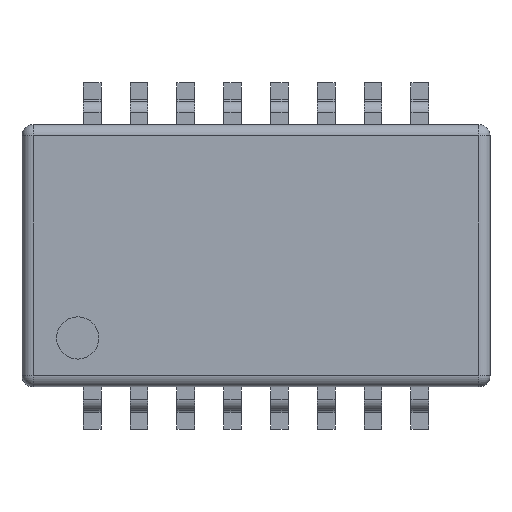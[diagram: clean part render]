
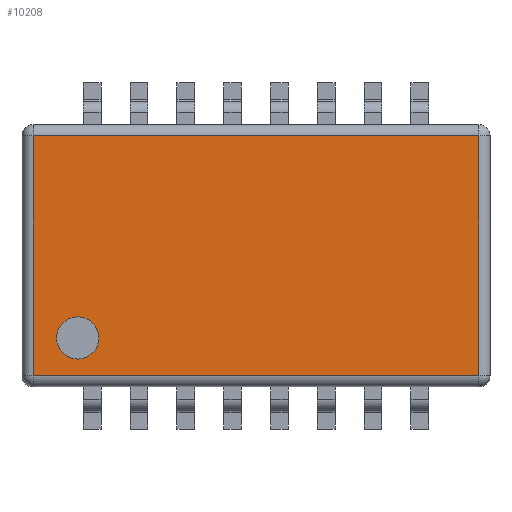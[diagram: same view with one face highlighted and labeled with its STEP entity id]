
A CAD part, top view. The second image highlights one B-rep face of the part: STEP entity #10208.
In plain terms, the highlighted planar face has unit normal (0, 0, 1).
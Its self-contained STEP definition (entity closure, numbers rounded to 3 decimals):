
#387=FACE_BOUND('',#1313,.T.);
#423=PLANE('',#10788);
#758=FACE_OUTER_BOUND('',#1312,.T.);
#1312=EDGE_LOOP('',(#6593,#6594,#6595,#6596));
#1313=EDGE_LOOP('',(#6597,#6598));
#1903=LINE('',#13944,#2953);
#1904=LINE('',#13946,#2954);
#1905=LINE('',#13948,#2955);
#1906=LINE('',#13949,#2956);
#2953=VECTOR('',#11480,1000.);
#2954=VECTOR('',#11481,1000.);
#2955=VECTOR('',#11482,1000.);
#2956=VECTOR('',#11483,1000.);
#4002=B_SPLINE_CURVE_WITH_KNOTS('',3,(#13931,#13932,#13933,#13934,#13935,
#13936,#13937,#13938,#13939),.UNSPECIFIED.,.F.,.F.,(4,1,1,1,1,1,4),(0.,
0.083,0.167,0.25,0.333,0.417,
0.5),.UNSPECIFIED.);
#4003=B_SPLINE_CURVE_WITH_KNOTS('',3,(#13950,#13951,#13952,#13953,#13954,
#13955,#13956,#13957,#13958),.UNSPECIFIED.,.F.,.F.,(4,1,1,1,1,1,4),(0.5,
0.583,0.667,0.75,0.833,0.917,
1.),.UNSPECIFIED.);
#4161=VERTEX_POINT('',#13928);
#4162=VERTEX_POINT('',#13930);
#4163=VERTEX_POINT('',#13942);
#4164=VERTEX_POINT('',#13943);
#4165=VERTEX_POINT('',#13945);
#4166=VERTEX_POINT('',#13947);
#5125=EDGE_CURVE('',#4162,#4161,#4002,.T.);
#5127=EDGE_CURVE('',#4163,#4164,#1903,.T.);
#5128=EDGE_CURVE('',#4164,#4165,#1904,.T.);
#5129=EDGE_CURVE('',#4165,#4166,#1905,.T.);
#5130=EDGE_CURVE('',#4166,#4163,#1906,.T.);
#5131=EDGE_CURVE('',#4161,#4162,#4003,.T.);
#6593=ORIENTED_EDGE('',*,*,#5127,.T.);
#6594=ORIENTED_EDGE('',*,*,#5128,.T.);
#6595=ORIENTED_EDGE('',*,*,#5129,.T.);
#6596=ORIENTED_EDGE('',*,*,#5130,.T.);
#6597=ORIENTED_EDGE('',*,*,#5125,.T.);
#6598=ORIENTED_EDGE('',*,*,#5131,.T.);
#10208=ADVANCED_FACE('',(#758,#387),#423,.T.);
#10788=AXIS2_PLACEMENT_3D('',#13941,#11478,#11479);
#11478=DIRECTION('center_axis',(0.,0.,1.));
#11479=DIRECTION('ref_axis',(1.,0.,0.));
#11480=DIRECTION('',(0.,-1.,0.));
#11481=DIRECTION('',(1.,0.,0.));
#11482=DIRECTION('',(0.,1.,0.));
#11483=DIRECTION('',(-1.,0.,0.));
#13928=CARTESIAN_POINT('',(-5.412,-2.235,5.95));
#13930=CARTESIAN_POINT('',(-4.266,-2.235,5.95));
#13931=CARTESIAN_POINT('Ctrl Pts',(-4.266,-2.235,5.95));
#13932=CARTESIAN_POINT('Ctrl Pts',(-4.266,-2.335,
5.95));
#13933=CARTESIAN_POINT('Ctrl Pts',(-4.32,-2.535,
5.95));
#13934=CARTESIAN_POINT('Ctrl Pts',(-4.539,-2.754,
5.95));
#13935=CARTESIAN_POINT('Ctrl Pts',(-4.839,-2.834,
5.95));
#13936=CARTESIAN_POINT('Ctrl Pts',(-5.139,-2.754,
5.95));
#13937=CARTESIAN_POINT('Ctrl Pts',(-5.358,-2.535,
5.95));
#13938=CARTESIAN_POINT('Ctrl Pts',(-5.412,-2.335,
5.95));
#13939=CARTESIAN_POINT('Ctrl Pts',(-5.412,-2.235,
5.95));
#13941=CARTESIAN_POINT('Origin',(0.,0.,5.95));
#13942=CARTESIAN_POINT('',(-6.05,3.255,5.95));
#13943=CARTESIAN_POINT('',(-6.05,-3.255,5.95));
#13944=CARTESIAN_POINT('',(-6.05,-3.555,5.95));
#13945=CARTESIAN_POINT('',(6.05,-3.255,5.95));
#13946=CARTESIAN_POINT('',(6.35,-3.255,5.95));
#13947=CARTESIAN_POINT('',(6.05,3.255,5.95));
#13948=CARTESIAN_POINT('',(6.05,3.555,5.95));
#13949=CARTESIAN_POINT('',(-6.35,3.255,5.95));
#13950=CARTESIAN_POINT('Ctrl Pts',(-5.412,-2.235,
5.95));
#13951=CARTESIAN_POINT('Ctrl Pts',(-5.412,-2.135,
5.95));
#13952=CARTESIAN_POINT('Ctrl Pts',(-5.358,-1.935,
5.95));
#13953=CARTESIAN_POINT('Ctrl Pts',(-5.139,-1.715,
5.95));
#13954=CARTESIAN_POINT('Ctrl Pts',(-4.839,-1.635,
5.95));
#13955=CARTESIAN_POINT('Ctrl Pts',(-4.539,-1.715,
5.95));
#13956=CARTESIAN_POINT('Ctrl Pts',(-4.32,-1.935,
5.95));
#13957=CARTESIAN_POINT('Ctrl Pts',(-4.266,-2.135,
5.95));
#13958=CARTESIAN_POINT('Ctrl Pts',(-4.266,-2.235,5.95));
